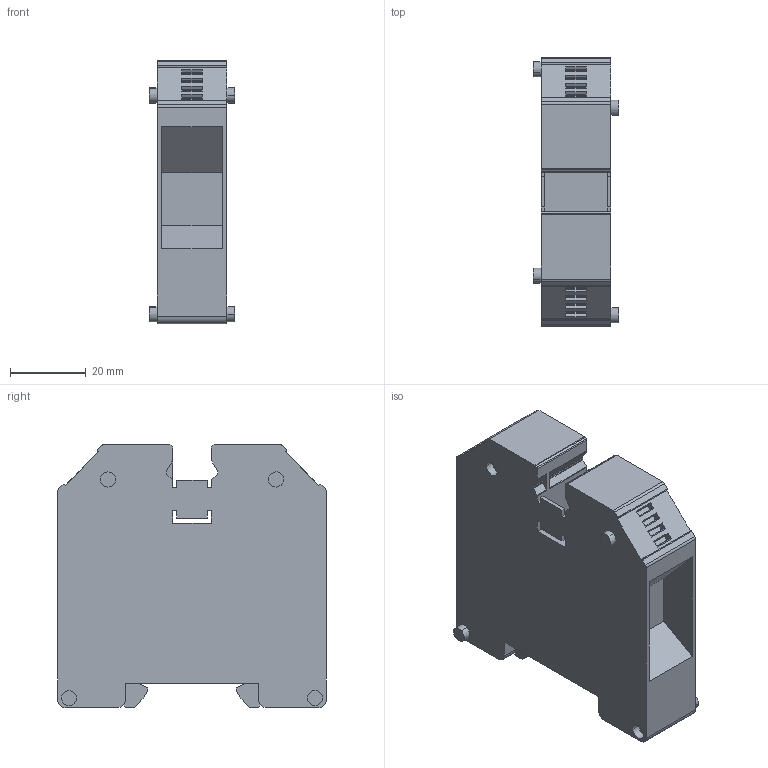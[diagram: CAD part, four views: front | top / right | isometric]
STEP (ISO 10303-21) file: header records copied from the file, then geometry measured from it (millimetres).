
FILE_DESCRIPTION(('CATIA V5 STEP Exchange','CAx-IF Rec.Pracs.--- Model Styling and Organization---1.4--- 2014-01-23'),'2;1');
FILE_NAME ('D1456765_0', '2020-02-13T08:11:48+00:00', ('none'), ('Weidmueller'), 'CATIA Version 5-6 Release 2016 SP3 HF44', 'CATIA V5 STEP AP214', 'none');
FILE_SCHEMA(('AUTOMOTIVE_DESIGN { 1 0 10303 214 1 1 1 1 }'));
Length unit declared in the file: millimetre
Products named in the file (1): 1820850000_WDU_50N_BL
Bounding box: 22.5 x 71 x 69.6 mm (x, y, z)
Volume: 72705.9 mm3; surface area: 16966.6 mm2
Topology: 1 solids, 1 shells, 248 faces, 716 edges, 486 vertices
Faces by surface type: plane 200, cylinder 48
Entity records: 7569 total; most frequent: CARTESIAN_POINT 1475, ORIENTED_EDGE 1432, DIRECTION 966, EDGE_CURVE 716, VECTOR 518, LINE 518, VERTEX_POINT 486, AXIS2_PLACEMENT_3D 275
